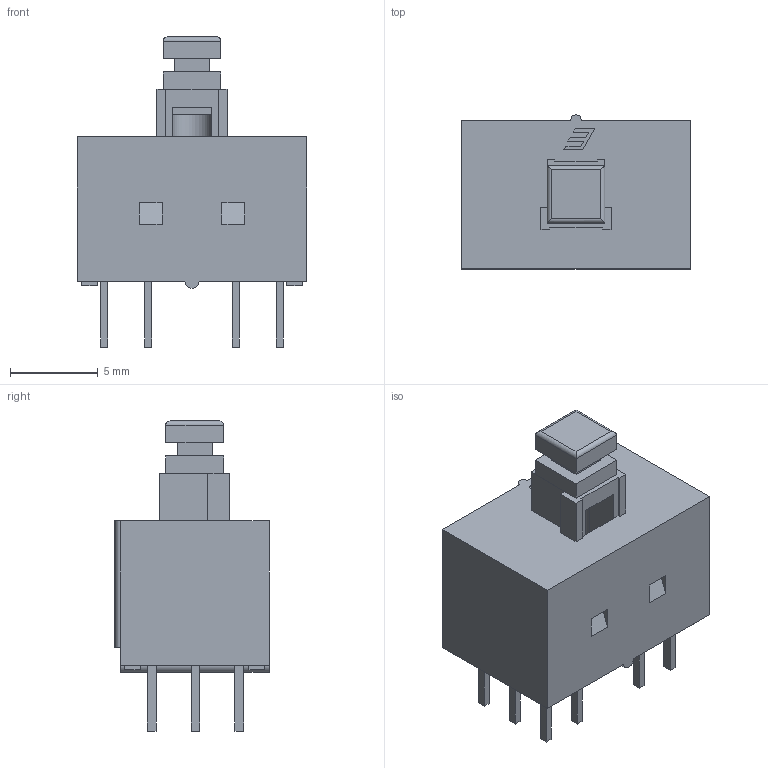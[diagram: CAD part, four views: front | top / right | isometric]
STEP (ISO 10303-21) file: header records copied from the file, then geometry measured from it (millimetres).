
FILE_DESCRIPTION((' '),'2;1');
FILE_NAME('TL4201xxYA.stp','2017-08-01T07:42:16',(' '),(' '),' ','ACIS',' ');
FILE_SCHEMA(('CONFIG_CONTROL_DESIGN'));
Length unit declared in the file: inch
Products named in the file (1): TL4201xxYA.stp
Bounding box: 13.1 x 8.8 x 17.7 mm (x, y, z)
Volume: 592.4 mm3; surface area: 1518.3 mm2
Topology: 1 solids, 1 shells, 301 faces, 782 edges, 512 vertices
Faces by surface type: plane 290, cylinder 11
Entity records: 9115 total; most frequent: CARTESIAN_POINT 1596, ORIENTED_EDGE 1564, DIRECTION 1404, EDGE_CURVE 782, VECTOR 764, LINE 764, VERTEX_POINT 512, EDGE_LOOP 338
